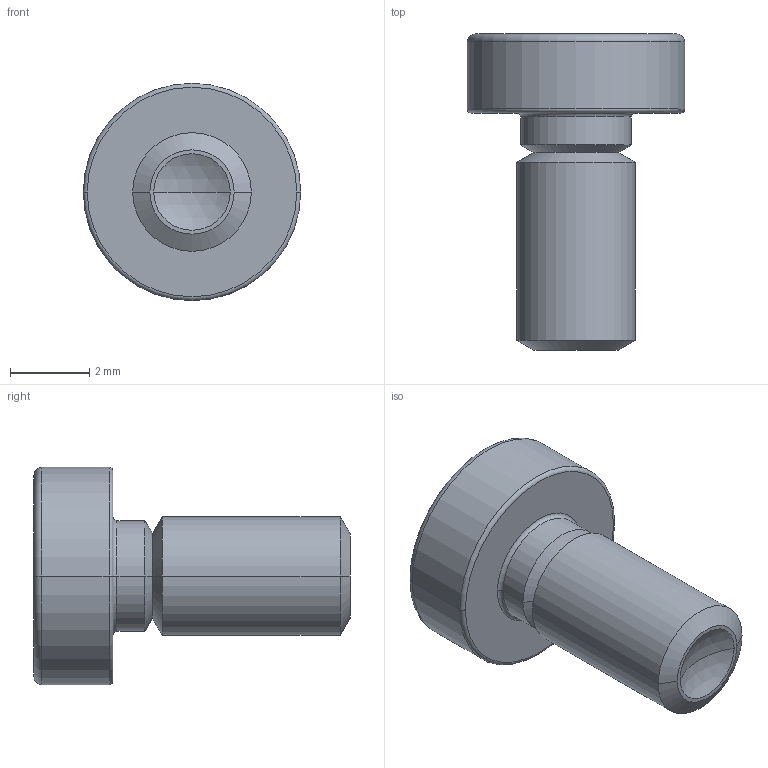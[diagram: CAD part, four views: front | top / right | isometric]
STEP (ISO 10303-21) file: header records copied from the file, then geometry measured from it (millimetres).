
FILE_DESCRIPTION (( 'STEP AP214' ), '1' );
FILE_NAME ('Bolt_DIN6912_M3x6.step', '2020-12-07T12:10:42+00:00', 'Stefan Hamminga', '', '', '', '');
FILE_SCHEMA (( 'AUTOMOTIVE_DESIGN' ));
Length unit declared in the file: millimetre
Products named in the file (1): Bolt_DIN6912_M3x6
Bounding box: 5.5 x 8 x 5.5 mm (x, y, z)
Volume: 82.5 mm3; surface area: 146.5 mm2
Topology: 1 solids, 1 shells, 37 faces, 80 edges, 46 vertices
Faces by surface type: plane 15, cone 8, cylinder 6, torus 6, sphere 2
Entity records: 1429 total; most frequent: DIRECTION 194, CARTESIAN_POINT 162, ORIENTED_EDGE 156, AXIS2_PLACEMENT_3D 78, EDGE_CURVE 78, VERTEX_POINT 46, EDGE_LOOP 40, CIRCLE 40
